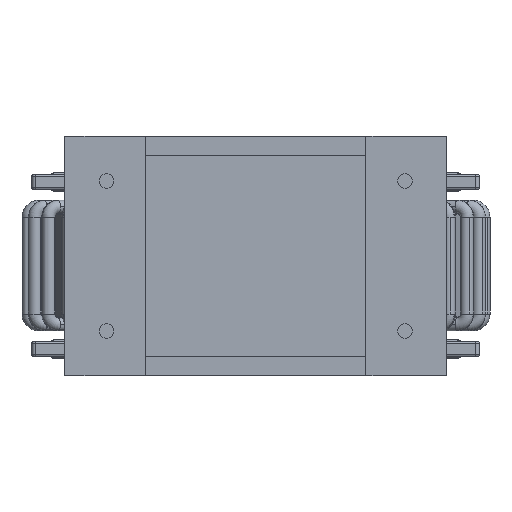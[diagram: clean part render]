
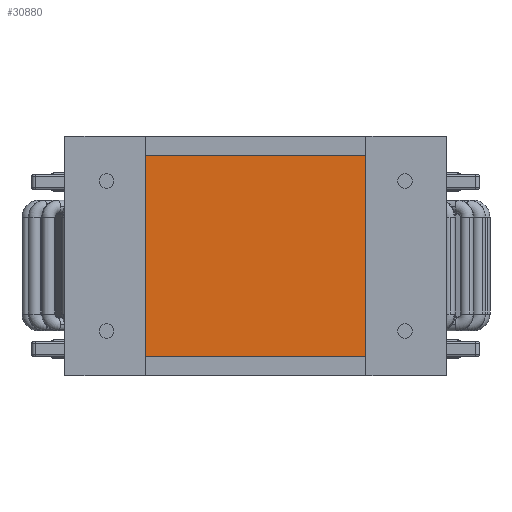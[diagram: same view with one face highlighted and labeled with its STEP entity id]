
A CAD part, front view. The second image highlights one B-rep face of the part: STEP entity #30880.
In plain terms, the highlighted planar face has unit normal (0, -1, 0).
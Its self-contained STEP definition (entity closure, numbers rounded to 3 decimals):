
#1010 = CARTESIAN_POINT ( 'NONE',  ( 7.5, -4.15, -0.65 ) ) ;
#1077 = CARTESIAN_POINT ( 'NONE',  ( -7.5, -4.15, -0.65 ) ) ;
#1082 = CARTESIAN_POINT ( 'NONE',  ( -7.5, -4.15, -14.35 ) ) ;
#4200 = FACE_OUTER_BOUND ( 'NONE', #14738, .T. ) ;
#4203 = AXIS2_PLACEMENT_3D ( 'NONE', #7869, #7870, #7871 ) ;
#7868 = PLANE ( 'NONE',  #4203 ) ;
#7869 = CARTESIAN_POINT ( 'NONE',  ( 22.575, -4.15, -14.35 ) ) ;
#7870 = DIRECTION ( 'NONE',  ( 0., -1., 0. ) ) ;
#7871 = DIRECTION ( 'NONE',  ( 1., 0., 0. ) ) ;
#8941 = EDGE_CURVE ( 'NONE', #22982, #22977, #27723, .T. ) ;
#8946 = EDGE_CURVE ( 'NONE', #22877, #32637, #27738, .T. ) ;
#8969 = EDGE_CURVE ( 'NONE', #22877, #22977, #15815, .T. ) ;
#8973 = EDGE_CURVE ( 'NONE', #32637, #22982, #15827, .T. ) ;
#10724 = CARTESIAN_POINT ( 'NONE',  ( 7.5, -4.15, -14.35 ) ) ;
#14738 = EDGE_LOOP ( 'NONE', ( #15483, #15484, #15485, #15482 ) ) ;
#15482 = ORIENTED_EDGE ( 'NONE', *, *, #8973, .F. ) ;
#15483 = ORIENTED_EDGE ( 'NONE', *, *, #8946, .F. ) ;
#15484 = ORIENTED_EDGE ( 'NONE', *, *, #8969, .T. ) ;
#15485 = ORIENTED_EDGE ( 'NONE', *, *, #8941, .F. ) ;
#15815 = LINE ( 'NONE', #15816, #24288 ) ;
#15816 = CARTESIAN_POINT ( 'NONE',  ( 22.575, -4.15, -0.65 ) ) ;
#15817 = DIRECTION ( 'NONE',  ( -1., 0., 0. ) ) ;
#15827 = LINE ( 'NONE', #15828, #24206 ) ;
#15828 = CARTESIAN_POINT ( 'NONE',  ( 22.575, -4.15, -14.35 ) ) ;
#15829 = DIRECTION ( 'NONE',  ( -1., 0., 0. ) ) ;
#22877 = VERTEX_POINT ( 'NONE', #1010 ) ;
#22977 = VERTEX_POINT ( 'NONE', #1077 ) ;
#22982 = VERTEX_POINT ( 'NONE', #1082 ) ;
#24165 = VECTOR ( 'NONE', #27725, 1000. ) ;
#24185 = VECTOR ( 'NONE', #27740, 1000. ) ;
#24206 = VECTOR ( 'NONE', #15829, 1000. ) ;
#24288 = VECTOR ( 'NONE', #15817, 1000. ) ;
#27723 = LINE ( 'NONE', #27724, #24165 ) ;
#27724 = CARTESIAN_POINT ( 'NONE',  ( -7.5, -4.15, -14.35 ) ) ;
#27725 = DIRECTION ( 'NONE',  ( 0., 0., 1. ) ) ;
#27738 = LINE ( 'NONE', #27739, #24185 ) ;
#27739 = CARTESIAN_POINT ( 'NONE',  ( 7.5, -4.15, -14.35 ) ) ;
#27740 = DIRECTION ( 'NONE',  ( 0., 0., -1. ) ) ;
#30880 = ADVANCED_FACE ( 'NONE', ( #4200 ), #7868, .T. ) ;
#32637 = VERTEX_POINT ( 'NONE', #10724 ) ;
